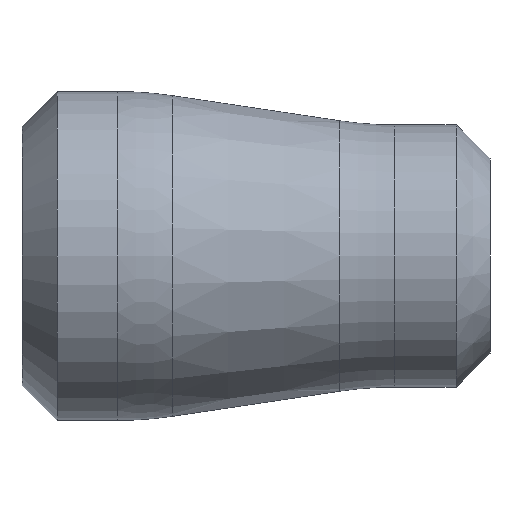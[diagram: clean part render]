
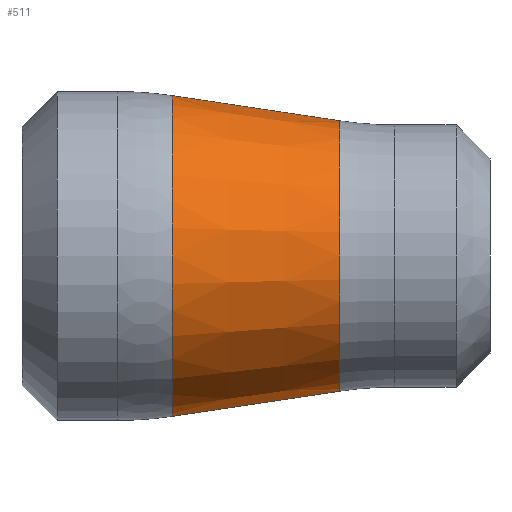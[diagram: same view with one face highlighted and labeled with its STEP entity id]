
A CAD part, front view. The second image highlights one B-rep face of the part: STEP entity #511.
In plain terms, the highlighted conical face has half-angle 8.531 degrees and reference radius 10.982 mm.
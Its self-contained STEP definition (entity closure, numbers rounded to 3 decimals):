
#8 = VERTEX_POINT ( 'NONE', #11 ) ;
#11 = CARTESIAN_POINT ( 'NONE',  ( 25.787, 0., -10.982 ) ) ;
#28 = CARTESIAN_POINT ( 'NONE',  ( 25.787, 0., 10.982 ) ) ;
#49 = EDGE_CURVE ( 'NONE', #8, #666, #174, .T. ) ;
#53 = VECTOR ( 'NONE', #146, 1000. ) ;
#54 = DIRECTION ( 'NONE',  ( -1., 0., 0. ) ) ;
#56 = CONICAL_SURFACE ( 'NONE', #207, 10.982, 0.149 ) ;
#133 = EDGE_CURVE ( 'NONE', #713, #449, #232, .T. ) ;
#137 = FACE_OUTER_BOUND ( 'NONE', #582, .T. ) ;
#138 = CARTESIAN_POINT ( 'NONE',  ( 25.787, 0., 0. ) ) ;
#146 = DIRECTION ( 'NONE',  ( -0.989, 0., -0.148 ) ) ;
#158 = EDGE_CURVE ( 'NONE', #8, #713, #665, .T. ) ;
#174 = CIRCLE ( 'NONE', #495, 10.982 ) ;
#183 = VECTOR ( 'NONE', #639, 1000. ) ;
#207 = AXIS2_PLACEMENT_3D ( 'NONE', #579, #54, #469 ) ;
#232 = CIRCLE ( 'NONE', #737, 13.018 ) ;
#248 = DIRECTION ( 'NONE',  ( -1., 0., 0. ) ) ;
#275 = CARTESIAN_POINT ( 'NONE',  ( 12.213, 0., -13.018 ) ) ;
#354 = CARTESIAN_POINT ( 'NONE',  ( 12.213, 0., 13.018 ) ) ;
#370 = EDGE_CURVE ( 'NONE', #666, #449, #655, .T. ) ;
#426 = CARTESIAN_POINT ( 'NONE',  ( 12.213, 0., 0. ) ) ;
#429 = CARTESIAN_POINT ( 'NONE',  ( 25.787, 0., -10.982 ) ) ;
#449 = VERTEX_POINT ( 'NONE', #354 ) ;
#457 = ORIENTED_EDGE ( 'NONE', *, *, #133, .F. ) ;
#469 = DIRECTION ( 'NONE',  ( 0., 0., 1. ) ) ;
#475 = DIRECTION ( 'NONE',  ( 0., 0., 1. ) ) ;
#495 = AXIS2_PLACEMENT_3D ( 'NONE', #138, #248, #475 ) ;
#511 = ADVANCED_FACE ( 'NONE', ( #137 ), #56, .T. ) ;
#559 = ORIENTED_EDGE ( 'NONE', *, *, #370, .T. ) ;
#579 = CARTESIAN_POINT ( 'NONE',  ( 25.787, 0., 0. ) ) ;
#582 = EDGE_LOOP ( 'NONE', ( #692, #680, #559, #457 ) ) ;
#639 = DIRECTION ( 'NONE',  ( -0.989, 0., 0.148 ) ) ;
#655 = LINE ( 'NONE', #701, #183 ) ;
#658 = DIRECTION ( 'NONE',  ( -1., 0., 0. ) ) ;
#665 = LINE ( 'NONE', #429, #53 ) ;
#666 = VERTEX_POINT ( 'NONE', #28 ) ;
#670 = DIRECTION ( 'NONE',  ( 0., 0., 1. ) ) ;
#680 = ORIENTED_EDGE ( 'NONE', *, *, #49, .T. ) ;
#692 = ORIENTED_EDGE ( 'NONE', *, *, #158, .F. ) ;
#701 = CARTESIAN_POINT ( 'NONE',  ( 25.787, 0., 10.982 ) ) ;
#713 = VERTEX_POINT ( 'NONE', #275 ) ;
#737 = AXIS2_PLACEMENT_3D ( 'NONE', #426, #658, #670 ) ;
